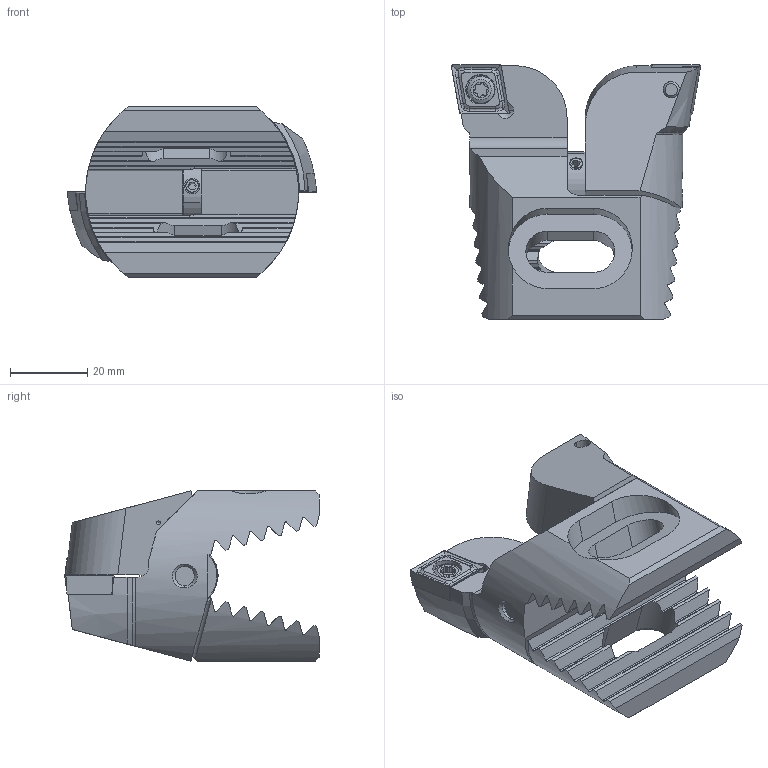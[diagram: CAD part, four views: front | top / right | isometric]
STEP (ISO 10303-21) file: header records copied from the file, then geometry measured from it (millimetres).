
FILE_DESCRIPTION (( 'STEP AP203' ), '1' );
FILE_NAME ('D34.050.067.012.STEP', '2018-03-02T13:07:47', ( 'SWIAdmin' ), ( 'Hewlett-Packard Company' ), 'SwSTEP 2.0', 'SolidWorks 2017', '' );
FILE_SCHEMA (( 'CONFIG_CONTROL_DESIGN' ));
Length unit declared in the file: millimetre
Products named in the file (8): Z55-WCC.001.037_A; Z55-WCC.003.037_A; Z55-ER3.001.052_A; Z42-ER3.002.005_A; CCMT120404; ISO 4026 - M4 x 5; WCC-ER2.001.010_A; D34.050.067.012
Assembly tree (11 placements, depth 2):
  D34.050.067.012
    Z55-WCC.001.037_A
    Z55-WCC.003.037_A
    Z55-ER3.001.052_A
    Z42-ER3.002.005_A
    CCMT120404  x2
    ISO 4026 - M4 x 5  x3
    WCC-ER2.001.010_A  x2
Bounding box: 64.42 x 65.75 x 44 mm (x, y, z)
Volume: 62568.4 mm3; surface area: 24120.7 mm2
Topology: 11 solids, 11 shells, 484 faces, 1269 edges, 790 vertices
Faces by surface type: plane 187, cylinder 155, cone 92, torus 26, bspline 24
Entity records: 13327 total; most frequent: CARTESIAN_POINT 3713, ORIENTED_EDGE 1964, DIRECTION 1664, EDGE_CURVE 982, VERTEX_POINT 630, AXIS2_PLACEMENT_3D 613, LINE 438, VECTOR 438
